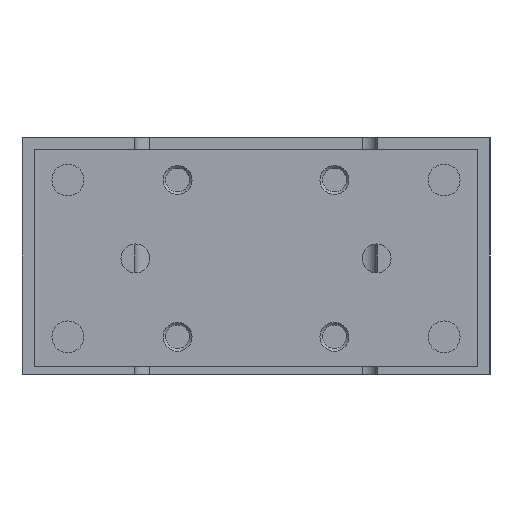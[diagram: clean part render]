
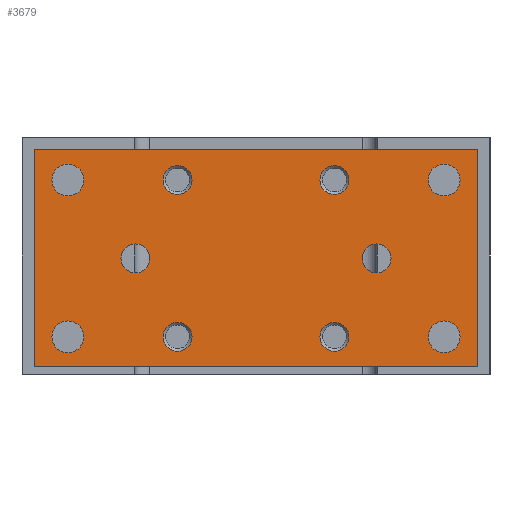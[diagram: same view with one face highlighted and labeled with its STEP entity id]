
A CAD part, left-side view. The second image highlights one B-rep face of the part: STEP entity #3679.
In plain terms, the highlighted planar face has unit normal (-1, 0, 0).
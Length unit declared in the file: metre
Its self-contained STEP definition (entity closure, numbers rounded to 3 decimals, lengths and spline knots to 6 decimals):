
#246=LINE('',#6240,#422);
#249=LINE('',#6248,#425);
#263=LINE('',#6381,#439);
#264=LINE('',#6382,#440);
#422=VECTOR('',#5198,0.045);
#425=VECTOR('',#5207,0.092);
#439=VECTOR('',#5363,0.045);
#440=VECTOR('',#5364,0.092);
#799=FACE_BOUND('',#1515,.T.);
#800=FACE_BOUND('',#1516,.T.);
#801=FACE_BOUND('',#1517,.T.);
#802=FACE_BOUND('',#1518,.T.);
#803=FACE_BOUND('',#1519,.T.);
#804=FACE_BOUND('',#1520,.T.);
#805=FACE_BOUND('',#1521,.T.);
#806=FACE_BOUND('',#1522,.T.);
#807=FACE_BOUND('',#1523,.T.);
#808=FACE_BOUND('',#1524,.T.);
#1052=FACE_OUTER_BOUND('',#1514,.T.);
#1514=EDGE_LOOP('',(#3195,#3196,#3197,#3198));
#1515=EDGE_LOOP('',(#3199));
#1516=EDGE_LOOP('',(#3200));
#1517=EDGE_LOOP('',(#3201));
#1518=EDGE_LOOP('',(#3202));
#1519=EDGE_LOOP('',(#3203));
#1520=EDGE_LOOP('',(#3204));
#1521=EDGE_LOOP('',(#3205));
#1522=EDGE_LOOP('',(#3206));
#1523=EDGE_LOOP('',(#3207));
#1524=EDGE_LOOP('',(#3208));
#1739=CIRCLE('',#4204,0.003);
#1743=CIRCLE('',#4212,0.003);
#1745=CIRCLE('',#4216,0.003);
#1747=CIRCLE('',#4220,0.003);
#1749=CIRCLE('',#4224,0.003);
#1750=CIRCLE('',#4226,0.003);
#1753=CIRCLE('',#4232,0.0033);
#1756=CIRCLE('',#4238,0.0033);
#1759=CIRCLE('',#4244,0.0033);
#1762=CIRCLE('',#4250,0.0033);
#2025=VERTEX_POINT('',#6237);
#2026=VERTEX_POINT('',#6239);
#2028=VERTEX_POINT('',#6246);
#2053=VERTEX_POINT('',#6309);
#2056=VERTEX_POINT('',#6320);
#2058=VERTEX_POINT('',#6326);
#2060=VERTEX_POINT('',#6332);
#2062=VERTEX_POINT('',#6338);
#2063=VERTEX_POINT('',#6341);
#2066=VERTEX_POINT('',#6350);
#2069=VERTEX_POINT('',#6359);
#2072=VERTEX_POINT('',#6368);
#2075=VERTEX_POINT('',#6377);
#2076=VERTEX_POINT('',#6380);
#2405=EDGE_CURVE('',#2026,#2025,#246,.T.);
#2409=EDGE_CURVE('',#2025,#2028,#249,.T.);
#2437=EDGE_CURVE('',#2053,#2053,#1739,.T.);
#2441=EDGE_CURVE('',#2056,#2056,#1743,.T.);
#2443=EDGE_CURVE('',#2058,#2058,#1745,.T.);
#2445=EDGE_CURVE('',#2060,#2060,#1747,.T.);
#2447=EDGE_CURVE('',#2062,#2062,#1749,.T.);
#2448=EDGE_CURVE('',#2063,#2063,#1750,.T.);
#2451=EDGE_CURVE('',#2066,#2066,#1753,.T.);
#2454=EDGE_CURVE('',#2069,#2069,#1756,.T.);
#2457=EDGE_CURVE('',#2072,#2072,#1759,.T.);
#2460=EDGE_CURVE('',#2075,#2075,#1762,.T.);
#2461=EDGE_CURVE('',#2028,#2076,#263,.T.);
#2462=EDGE_CURVE('',#2076,#2026,#264,.T.);
#3195=ORIENTED_EDGE('',*,*,#2405,.T.);
#3196=ORIENTED_EDGE('',*,*,#2409,.T.);
#3197=ORIENTED_EDGE('',*,*,#2461,.T.);
#3198=ORIENTED_EDGE('',*,*,#2462,.T.);
#3199=ORIENTED_EDGE('',*,*,#2460,.T.);
#3200=ORIENTED_EDGE('',*,*,#2457,.F.);
#3201=ORIENTED_EDGE('',*,*,#2454,.F.);
#3202=ORIENTED_EDGE('',*,*,#2451,.T.);
#3203=ORIENTED_EDGE('',*,*,#2448,.T.);
#3204=ORIENTED_EDGE('',*,*,#2447,.F.);
#3205=ORIENTED_EDGE('',*,*,#2445,.T.);
#3206=ORIENTED_EDGE('',*,*,#2443,.F.);
#3207=ORIENTED_EDGE('',*,*,#2441,.F.);
#3208=ORIENTED_EDGE('',*,*,#2437,.T.);
#3417=PLANE('',#4251);
#3679=ADVANCED_FACE('',(#1052,#799,#800,#801,#802,#803,#804,#805,#806,#807,
#808),#3417,.T.);
#4204=AXIS2_PLACEMENT_3D('',#6310,#5267,#5268);
#4212=AXIS2_PLACEMENT_3D('',#6321,#5283,#5284);
#4216=AXIS2_PLACEMENT_3D('',#6327,#5291,#5292);
#4220=AXIS2_PLACEMENT_3D('',#6333,#5299,#5300);
#4224=AXIS2_PLACEMENT_3D('',#6339,#5307,#5308);
#4226=AXIS2_PLACEMENT_3D('',#6342,#5311,#5312);
#4232=AXIS2_PLACEMENT_3D('',#6351,#5323,#5324);
#4238=AXIS2_PLACEMENT_3D('',#6360,#5335,#5336);
#4244=AXIS2_PLACEMENT_3D('',#6369,#5347,#5348);
#4250=AXIS2_PLACEMENT_3D('',#6378,#5359,#5360);
#4251=AXIS2_PLACEMENT_3D('',#6379,#5361,#5362);
#5198=DIRECTION('',(0.,0.,-1.));
#5207=DIRECTION('',(0.,-1.,0.));
#5267=DIRECTION('center_axis',(1.,0.,0.));
#5268=DIRECTION('ref_axis',(0.,1.,0.));
#5283=DIRECTION('center_axis',(-1.,0.,0.));
#5284=DIRECTION('ref_axis',(0.,-1.,0.));
#5291=DIRECTION('center_axis',(-1.,0.,0.));
#5292=DIRECTION('ref_axis',(0.,1.,0.));
#5299=DIRECTION('center_axis',(1.,0.,0.));
#5300=DIRECTION('ref_axis',(0.,-1.,0.));
#5307=DIRECTION('center_axis',(-1.,0.,0.));
#5308=DIRECTION('ref_axis',(0.,1.,0.));
#5311=DIRECTION('center_axis',(1.,0.,0.));
#5312=DIRECTION('ref_axis',(0.,-1.,0.));
#5323=DIRECTION('center_axis',(1.,0.,0.));
#5324=DIRECTION('ref_axis',(0.,-1.,0.));
#5335=DIRECTION('center_axis',(-1.,0.,0.));
#5336=DIRECTION('ref_axis',(0.,1.,0.));
#5347=DIRECTION('center_axis',(-1.,0.,0.));
#5348=DIRECTION('ref_axis',(0.,-1.,0.));
#5359=DIRECTION('center_axis',(1.,0.,0.));
#5360=DIRECTION('ref_axis',(0.,1.,0.));
#5361=DIRECTION('center_axis',(-1.,0.,0.));
#5362=DIRECTION('ref_axis',(0.,0.,1.));
#5363=DIRECTION('',(0.,0.,1.));
#5364=DIRECTION('',(0.,1.,0.));
#6237=CARTESIAN_POINT('',(-0.0785,0.046,-0.0475));
#6239=CARTESIAN_POINT('',(-0.0785,0.046,-0.0025));
#6240=CARTESIAN_POINT('',(-0.0785,0.046,-0.0025));
#6246=CARTESIAN_POINT('',(-0.0785,-0.046,-0.0475));
#6248=CARTESIAN_POINT('',(-0.0785,0.046,-0.0475));
#6309=CARTESIAN_POINT('',(-0.0785,0.01925,-0.04125));
#6310=CARTESIAN_POINT('Origin',(-0.0785,0.01625,-0.04125));
#6320=CARTESIAN_POINT('',(-0.0785,-0.01925,-0.04125));
#6321=CARTESIAN_POINT('Origin',(-0.0785,-0.01625,-0.04125));
#6326=CARTESIAN_POINT('',(-0.0785,0.01925,-0.00875));
#6327=CARTESIAN_POINT('Origin',(-0.0785,0.01625,-0.00875));
#6332=CARTESIAN_POINT('',(-0.0785,-0.01925,-0.00875));
#6333=CARTESIAN_POINT('Origin',(-0.0785,-0.01625,-0.00875));
#6338=CARTESIAN_POINT('',(-0.0785,0.028,-0.025));
#6339=CARTESIAN_POINT('Origin',(-0.0785,0.025,-0.025));
#6341=CARTESIAN_POINT('',(-0.0785,-0.028,-0.025));
#6342=CARTESIAN_POINT('Origin',(-0.0785,-0.025,-0.025));
#6350=CARTESIAN_POINT('',(-0.0785,0.0357,-0.00875));
#6351=CARTESIAN_POINT('Origin',(-0.0785,0.039,-0.00875));
#6359=CARTESIAN_POINT('',(-0.0785,-0.0357,-0.00875));
#6360=CARTESIAN_POINT('Origin',(-0.0785,-0.039,-0.00875));
#6368=CARTESIAN_POINT('',(-0.0785,0.0357,-0.04125));
#6369=CARTESIAN_POINT('Origin',(-0.0785,0.039,-0.04125));
#6377=CARTESIAN_POINT('',(-0.0785,-0.0357,-0.04125));
#6378=CARTESIAN_POINT('Origin',(-0.0785,-0.039,-0.04125));
#6379=CARTESIAN_POINT('Origin',(-0.0785,0.046,-0.0475));
#6380=CARTESIAN_POINT('',(-0.0785,-0.046,-0.0025));
#6381=CARTESIAN_POINT('',(-0.0785,-0.046,-0.0475));
#6382=CARTESIAN_POINT('',(-0.0785,-0.046,-0.0025));
